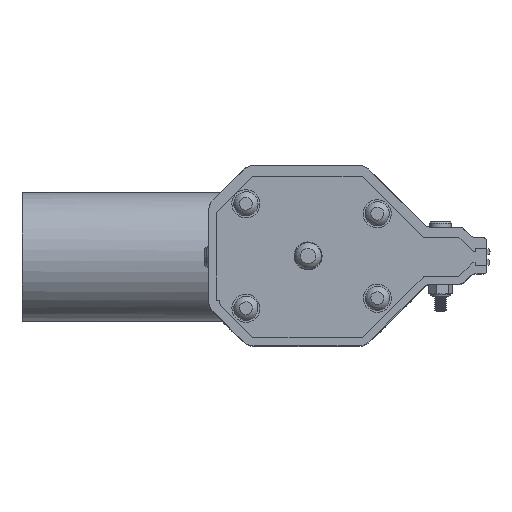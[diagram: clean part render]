
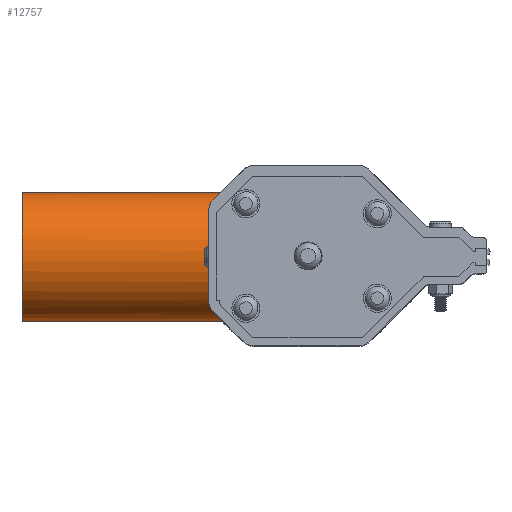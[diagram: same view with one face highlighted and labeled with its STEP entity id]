
A CAD part, left-side view. The second image highlights one B-rep face of the part: STEP entity #12757.
In plain terms, the highlighted cylindrical face has radius 25.4 mm (diameter 50.8 mm), a full revolution.
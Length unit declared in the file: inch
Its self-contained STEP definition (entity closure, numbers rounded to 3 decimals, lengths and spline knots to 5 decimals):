
#415=ELLIPSE('',#14107,1.41421,1.);
#416=ELLIPSE('',#14110,1.41421,1.);
#599=LINE('',#50989,#1041);
#600=LINE('',#50996,#1042);
#1041=VECTOR('',#16798,0.3937);
#1042=VECTOR('',#16805,0.3937);
#1781=FACE_BOUND('',#3979,.T.);
#2795=FACE_OUTER_BOUND('',#3978,.T.);
#3978=EDGE_LOOP('',(#9720,#9721,#9722,#9723,#9724,#9725,#9726,#9727,#9728,
#9729));
#3979=EDGE_LOOP('',(#9730));
#4788=B_SPLINE_CURVE_WITH_KNOTS('',3,(#50971,#50972,#50973,#50974,#50975,
#50976),.UNSPECIFIED.,.F.,.F.,(4,2,4),(-0.2868,-0.20081,
-0.12926),.UNSPECIFIED.);
#4789=B_SPLINE_CURVE_WITH_KNOTS('',3,(#50980,#50981,#50982,#50983,#50984,
#50985),.UNSPECIFIED.,.F.,.F.,(4,2,4),(-0.99152,-0.91998,
-0.83398),.UNSPECIFIED.);
#5136=CIRCLE('',#13907,1.);
#5247=CIRCLE('',#14106,1.);
#5248=CIRCLE('',#14108,1.);
#5249=CIRCLE('',#14109,1.);
#5250=CIRCLE('',#14111,1.);
#6065=VERTEX_POINT('',#50523);
#6218=VERTEX_POINT('',#50967);
#6219=VERTEX_POINT('',#50968);
#6220=VERTEX_POINT('',#50970);
#6221=VERTEX_POINT('',#50977);
#6222=VERTEX_POINT('',#50979);
#6223=VERTEX_POINT('',#50986);
#6224=VERTEX_POINT('',#50988);
#6225=VERTEX_POINT('',#50990);
#6226=VERTEX_POINT('',#50992);
#6227=VERTEX_POINT('',#50994);
#7336=EDGE_CURVE('',#6065,#6065,#5136,.T.);
#7539=EDGE_CURVE('',#6218,#6219,#5247,.T.);
#7540=EDGE_CURVE('',#6219,#6220,#4788,.T.);
#7541=EDGE_CURVE('',#6220,#6221,#415,.T.);
#7542=EDGE_CURVE('',#6221,#6222,#4789,.T.);
#7543=EDGE_CURVE('',#6222,#6223,#5248,.T.);
#7544=EDGE_CURVE('',#6223,#6224,#599,.T.);
#7545=EDGE_CURVE('',#6224,#6225,#5249,.T.);
#7546=EDGE_CURVE('',#6225,#6226,#416,.T.);
#7547=EDGE_CURVE('',#6226,#6227,#5250,.T.);
#7548=EDGE_CURVE('',#6227,#6218,#600,.T.);
#9720=ORIENTED_EDGE('',*,*,#7539,.T.);
#9721=ORIENTED_EDGE('',*,*,#7540,.T.);
#9722=ORIENTED_EDGE('',*,*,#7541,.T.);
#9723=ORIENTED_EDGE('',*,*,#7542,.T.);
#9724=ORIENTED_EDGE('',*,*,#7543,.T.);
#9725=ORIENTED_EDGE('',*,*,#7544,.T.);
#9726=ORIENTED_EDGE('',*,*,#7545,.T.);
#9727=ORIENTED_EDGE('',*,*,#7546,.T.);
#9728=ORIENTED_EDGE('',*,*,#7547,.T.);
#9729=ORIENTED_EDGE('',*,*,#7548,.T.);
#9730=ORIENTED_EDGE('',*,*,#7336,.F.);
#12269=CYLINDRICAL_SURFACE('',#14105,1.);
#12757=ADVANCED_FACE('',(#2795,#1781),#12269,.T.);
#13907=AXIS2_PLACEMENT_3D('',#50524,#16302,#16303);
#14105=AXIS2_PLACEMENT_3D('',#50966,#16790,#16791);
#14106=AXIS2_PLACEMENT_3D('',#50969,#16792,#16793);
#14107=AXIS2_PLACEMENT_3D('',#50978,#16794,#16795);
#14108=AXIS2_PLACEMENT_3D('',#50987,#16796,#16797);
#14109=AXIS2_PLACEMENT_3D('',#50991,#16799,#16800);
#14110=AXIS2_PLACEMENT_3D('',#50993,#16801,#16802);
#14111=AXIS2_PLACEMENT_3D('',#50995,#16803,#16804);
#16302=DIRECTION('center_axis',(0.,1.,0.));
#16303=DIRECTION('ref_axis',(-0.815,0.,-0.579));
#16790=DIRECTION('center_axis',(0.,1.,0.));
#16791=DIRECTION('ref_axis',(-0.815,0.,-0.579));
#16792=DIRECTION('center_axis',(0.,1.,0.));
#16793=DIRECTION('ref_axis',(-0.815,0.,-0.579));
#16794=DIRECTION('center_axis',(0.,0.707,
-0.707));
#16795=DIRECTION('ref_axis',(0.,-0.707,-0.707));
#16796=DIRECTION('center_axis',(0.,1.,0.));
#16797=DIRECTION('ref_axis',(-0.815,0.,-0.579));
#16798=DIRECTION('',(0.,1.,0.));
#16799=DIRECTION('center_axis',(0.,1.,0.));
#16800=DIRECTION('ref_axis',(-0.815,0.,-0.579));
#16801=DIRECTION('center_axis',(0.,0.707,
0.707));
#16802=DIRECTION('ref_axis',(0.,0.707,-0.707));
#16803=DIRECTION('center_axis',(0.,1.,0.));
#16804=DIRECTION('ref_axis',(-0.815,0.,-0.579));
#16805=DIRECTION('',(0.,-1.,0.));
#50523=CARTESIAN_POINT('',(0.778,3.61104,0.));
#50524=CARTESIAN_POINT('Origin',(-0.222,3.61104,0.));
#50966=CARTESIAN_POINT('Origin',(-0.222,0.11104,0.));
#50967=CARTESIAN_POINT('',(0.52306,0.56104,-0.667));
#50968=CARTESIAN_POINT('',(0.4856,0.56104,-0.70662));
#50969=CARTESIAN_POINT('Origin',(-0.222,0.56104,0.));
#50970=CARTESIAN_POINT('',(0.44052,0.54347,-0.74904));
#50971=CARTESIAN_POINT('Ctrl Pts',(0.4856,0.56104,
-0.70662));
#50972=CARTESIAN_POINT('Ctrl Pts',(0.47762,0.56104,
-0.7146));
#50973=CARTESIAN_POINT('Ctrl Pts',(0.46885,0.55938,
-0.72309));
#50974=CARTESIAN_POINT('Ctrl Pts',(0.45333,0.55294,
-0.73758));
#50975=CARTESIAN_POINT('Ctrl Pts',(0.4465,0.54876,
-0.74376));
#50976=CARTESIAN_POINT('Ctrl Pts',(0.44052,0.54347,-0.74904));
#50977=CARTESIAN_POINT('',(-0.88452,0.54347,-0.74904));
#50978=CARTESIAN_POINT('Origin',(-0.222,1.29251,0.));
#50979=CARTESIAN_POINT('',(-0.92959,0.56104,-0.70662));
#50980=CARTESIAN_POINT('Ctrl Pts',(-0.88452,0.54347,
-0.74904));
#50981=CARTESIAN_POINT('Ctrl Pts',(-0.89049,0.54876,
-0.74376));
#50982=CARTESIAN_POINT('Ctrl Pts',(-0.89733,0.55294,
-0.73758));
#50983=CARTESIAN_POINT('Ctrl Pts',(-0.91284,0.55938,
-0.72309));
#50984=CARTESIAN_POINT('Ctrl Pts',(-0.92162,0.56104,
-0.7146));
#50985=CARTESIAN_POINT('Ctrl Pts',(-0.92959,0.56104,
-0.70662));
#50986=CARTESIAN_POINT('',(-0.96705,0.56104,-0.667));
#50987=CARTESIAN_POINT('Origin',(-0.222,0.56104,0.));
#50988=CARTESIAN_POINT('',(-0.96705,0.61104,-0.667));
#50989=CARTESIAN_POINT('',(-0.96705,0.11104,-0.667));
#50990=CARTESIAN_POINT('',(-0.94929,0.61104,0.68633));
#50991=CARTESIAN_POINT('Origin',(-0.222,0.61104,0.));
#50992=CARTESIAN_POINT('',(0.50529,0.61104,0.68633));
#50993=CARTESIAN_POINT('Origin',(-0.222,1.29737,0.));
#50994=CARTESIAN_POINT('',(0.52306,0.61104,-0.667));
#50995=CARTESIAN_POINT('Origin',(-0.222,0.61104,0.));
#50996=CARTESIAN_POINT('',(0.52306,0.11104,-0.667));
